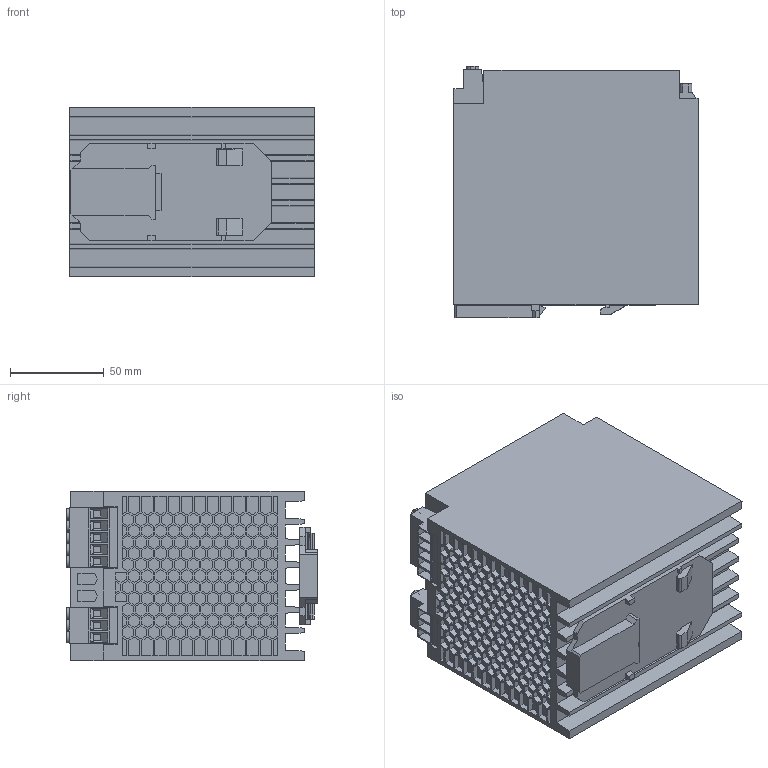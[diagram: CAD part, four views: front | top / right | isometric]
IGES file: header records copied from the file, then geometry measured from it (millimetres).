
Start section: Elysium IGES Interface
Global section: file name: 63H2320898_QUINT_PS_1AC_24DC_20_CO-select.igs; native system: SolidDesigner 16.00A  16-Aug-2008; preprocessor: CoCreate IGES_3D V2.2; author: Unknown; organization: Unknown; date: 20110119.130154; units: millimetre
Bounding box: 130 x 133.69 x 90 mm (x, y, z)
Volume: 1333804.4 mm3; surface area: 132094.8 mm2
Topology: 1 solids, 1 shells, 2667 faces, 6842 edges, 4550 vertices
Faces by surface type: bspline 2667
